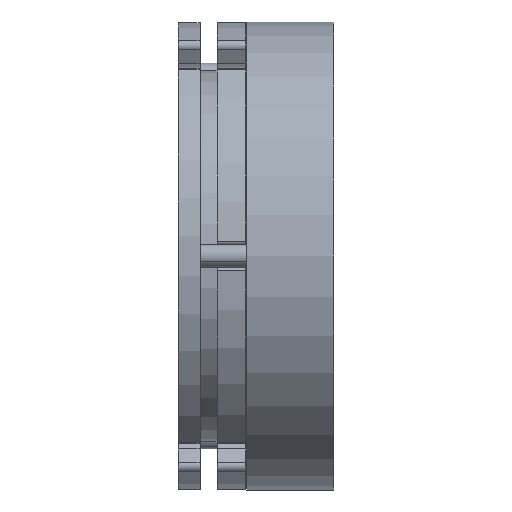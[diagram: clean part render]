
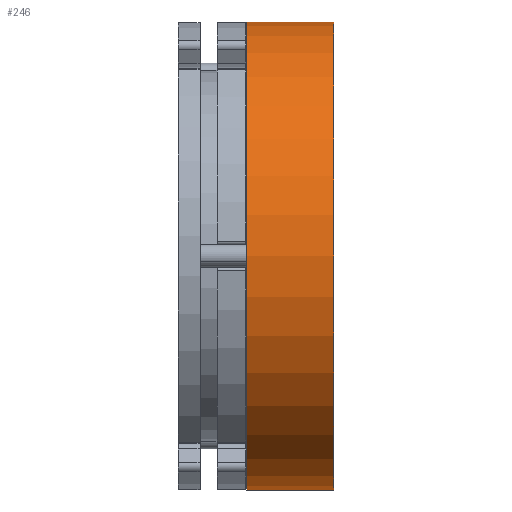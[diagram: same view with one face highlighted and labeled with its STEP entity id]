
A CAD part, front view. The second image highlights one B-rep face of the part: STEP entity #246.
In plain terms, the highlighted cylindrical face has radius 72.5 mm (diameter 145 mm), a partial arc.
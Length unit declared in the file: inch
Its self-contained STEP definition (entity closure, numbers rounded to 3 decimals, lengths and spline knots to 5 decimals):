
#5 = DIRECTION ( 'NONE',  ( -1., 0., 0. ) ) ;
#246 = ADVANCED_FACE ( 'NONE', ( #5935 ), #4954, .T. ) ;
#409 = EDGE_CURVE ( 'NONE', #5116, #9363, #6861, .T. ) ;
#628 = ORIENTED_EDGE ( 'NONE', *, *, #9875, .T. ) ;
#1032 = ORIENTED_EDGE ( 'NONE', *, *, #5171, .F. ) ;
#1720 = CARTESIAN_POINT ( 'NONE',  ( -0.71162, -0.15713, -2.97711 ) ) ;
#2353 = ORIENTED_EDGE ( 'NONE', *, *, #7208, .T. ) ;
#2459 = DIRECTION ( 'NONE',  ( -1., 0., 0. ) ) ;
#2923 = DIRECTION ( 'NONE',  ( -1., 0., 0. ) ) ;
#3213 = AXIS2_PLACEMENT_3D ( 'NONE', #11829, #2923, #11637 ) ;
#3728 = VERTEX_POINT ( 'NONE', #12528 ) ;
#4316 = CARTESIAN_POINT ( 'NONE',  ( -0.64492, -0.15713, 2.73155 ) ) ;
#4954 = CYLINDRICAL_SURFACE ( 'NONE', #5995, 2.85433 ) ;
#5084 = EDGE_LOOP ( 'NONE', ( #1032, #2353, #628, #8989 ) ) ;
#5116 = VERTEX_POINT ( 'NONE', #1720 ) ;
#5171 = EDGE_CURVE ( 'NONE', #6221, #5116, #10824, .T. ) ;
#5227 = LINE ( 'NONE', #4316, #11346 ) ;
#5674 = VECTOR ( 'NONE', #9915, 39.37008 ) ;
#5935 = FACE_OUTER_BOUND ( 'NONE', #5084, .T. ) ;
#5995 = AXIS2_PLACEMENT_3D ( 'NONE', #8913, #5, #9953 ) ;
#6018 = CARTESIAN_POINT ( 'NONE',  ( -0.64492, -0.15713, -2.97711 ) ) ;
#6221 = VERTEX_POINT ( 'NONE', #10528 ) ;
#6861 = CIRCLE ( 'NONE', #8512, 2.85433 ) ;
#7208 = EDGE_CURVE ( 'NONE', #6221, #3728, #10904, .T. ) ;
#7210 = CARTESIAN_POINT ( 'NONE',  ( -0.71162, -0.15713, -0.12278 ) ) ;
#8512 = AXIS2_PLACEMENT_3D ( 'NONE', #7210, #2459, #11167 ) ;
#8913 = CARTESIAN_POINT ( 'NONE',  ( -0.64492, -0.15713, -0.12278 ) ) ;
#8989 = ORIENTED_EDGE ( 'NONE', *, *, #409, .F. ) ;
#9363 = VERTEX_POINT ( 'NONE', #11418 ) ;
#9875 = EDGE_CURVE ( 'NONE', #3728, #9363, #5227, .T. ) ;
#9915 = DIRECTION ( 'NONE',  ( -1., 0., 0. ) ) ;
#9953 = DIRECTION ( 'NONE',  ( 0., 0., 1. ) ) ;
#10528 = CARTESIAN_POINT ( 'NONE',  ( 0.35137, -0.15713, -2.97711 ) ) ;
#10824 = LINE ( 'NONE', #6018, #5674 ) ;
#10904 = CIRCLE ( 'NONE', #3213, 2.85433 ) ;
#11167 = DIRECTION ( 'NONE',  ( 0., 0., 1. ) ) ;
#11333 = DIRECTION ( 'NONE',  ( -1., 0., 0. ) ) ;
#11346 = VECTOR ( 'NONE', #11333, 39.37008 ) ;
#11418 = CARTESIAN_POINT ( 'NONE',  ( -0.71162, -0.15713, 2.73155 ) ) ;
#11637 = DIRECTION ( 'NONE',  ( 0., 0., 1. ) ) ;
#11829 = CARTESIAN_POINT ( 'NONE',  ( 0.35137, -0.15713, -0.12278 ) ) ;
#12528 = CARTESIAN_POINT ( 'NONE',  ( 0.35137, -0.15713, 2.73155 ) ) ;
